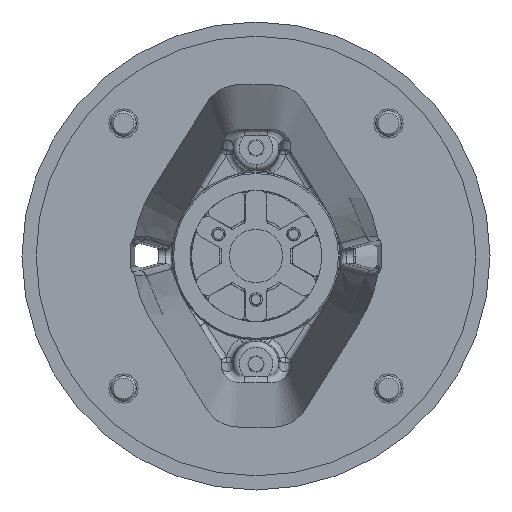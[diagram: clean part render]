
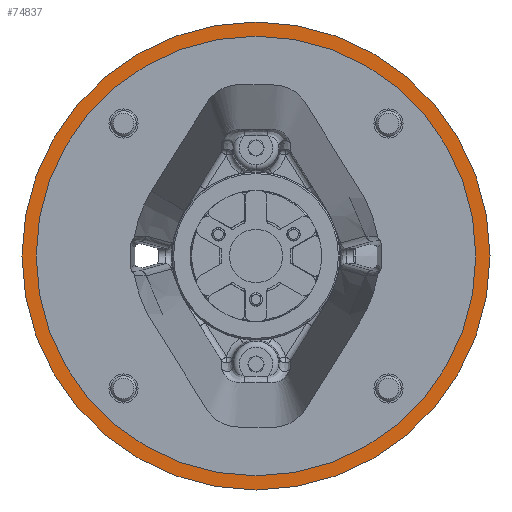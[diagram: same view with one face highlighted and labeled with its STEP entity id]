
A CAD part, left-side view. The second image highlights one B-rep face of the part: STEP entity #74837.
In plain terms, the highlighted planar face has unit normal (-1, 0, 0).
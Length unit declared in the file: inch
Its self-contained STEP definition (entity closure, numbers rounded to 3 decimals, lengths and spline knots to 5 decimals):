
#607 = DIRECTION ( 'NONE',  ( 0., 0., -1. ) ) ;
#1832 = EDGE_CURVE ( 'NONE', #125160, #139581, #84733, .T. ) ;
#4126 = DIRECTION ( 'NONE',  ( 1., 0., 0. ) ) ;
#7789 = CARTESIAN_POINT ( 'NONE',  ( -9.33094, -15.31338, -4.52654 ) ) ;
#8302 = ORIENTED_EDGE ( 'NONE', *, *, #60955, .F. ) ;
#11513 = ORIENTED_EDGE ( 'NONE', *, *, #129974, .F. ) ;
#13383 = DIRECTION ( 'NONE',  ( 1., 0., 0. ) ) ;
#17222 = AXIS2_PLACEMENT_3D ( 'NONE', #120613, #4126, #108368 ) ;
#21946 = CIRCLE ( 'NONE', #126657, 4.52654 ) ;
#24552 = CARTESIAN_POINT ( 'NONE',  ( -9.33094, -15.31338, 0. ) ) ;
#28720 = CARTESIAN_POINT ( 'NONE',  ( -9.33094, -15.31338, 0. ) ) ;
#28990 = ORIENTED_EDGE ( 'NONE', *, *, #1832, .T. ) ;
#34333 = FACE_OUTER_BOUND ( 'NONE', #51159, .T. ) ;
#44906 = AXIS2_PLACEMENT_3D ( 'NONE', #28720, #110063, #121765 ) ;
#47468 = DIRECTION ( 'NONE',  ( 1., 0., 0. ) ) ;
#48610 = CARTESIAN_POINT ( 'NONE',  ( -9.33094, -15.31338, 4.2525 ) ) ;
#51159 = EDGE_LOOP ( 'NONE', ( #8302, #11513 ) ) ;
#54474 = EDGE_LOOP ( 'NONE', ( #60513, #28990 ) ) ;
#58870 = AXIS2_PLACEMENT_3D ( 'NONE', #91237, #47468, #116623 ) ;
#60513 = ORIENTED_EDGE ( 'NONE', *, *, #114103, .T. ) ;
#60955 = EDGE_CURVE ( 'NONE', #75927, #89676, #94813, .T. ) ;
#74837 = ADVANCED_FACE ( 'NONE', ( #87087, #34333 ), #139527, .F. ) ;
#75927 = VERTEX_POINT ( 'NONE', #78074 ) ;
#78074 = CARTESIAN_POINT ( 'NONE',  ( -9.33094, -15.31338, 4.52654 ) ) ;
#81074 = CIRCLE ( 'NONE', #44906, 4.2525 ) ;
#84507 = CARTESIAN_POINT ( 'NONE',  ( -9.33094, -15.31338, -4.2525 ) ) ;
#84733 = CIRCLE ( 'NONE', #58870, 4.2525 ) ;
#87087 = FACE_BOUND ( 'NONE', #54474, .T. ) ;
#89676 = VERTEX_POINT ( 'NONE', #7789 ) ;
#91237 = CARTESIAN_POINT ( 'NONE',  ( -9.33094, -15.31338, 0. ) ) ;
#94813 = CIRCLE ( 'NONE', #125522, 4.52654 ) ;
#108368 = DIRECTION ( 'NONE',  ( 0., 0., -1. ) ) ;
#110063 = DIRECTION ( 'NONE',  ( 1., 0., 0. ) ) ;
#114103 = EDGE_CURVE ( 'NONE', #139581, #125160, #81074, .T. ) ;
#116623 = DIRECTION ( 'NONE',  ( 0., 0., -1. ) ) ;
#120613 = CARTESIAN_POINT ( 'NONE',  ( -9.33094, -11.06088, 0. ) ) ;
#121765 = DIRECTION ( 'NONE',  ( 0., 0., -1. ) ) ;
#125160 = VERTEX_POINT ( 'NONE', #48610 ) ;
#125522 = AXIS2_PLACEMENT_3D ( 'NONE', #141085, #13383, #140096 ) ;
#126657 = AXIS2_PLACEMENT_3D ( 'NONE', #24552, #127780, #607 ) ;
#127780 = DIRECTION ( 'NONE',  ( 1., 0., 0. ) ) ;
#129974 = EDGE_CURVE ( 'NONE', #89676, #75927, #21946, .T. ) ;
#139527 = PLANE ( 'NONE',  #17222 ) ;
#139581 = VERTEX_POINT ( 'NONE', #84507 ) ;
#140096 = DIRECTION ( 'NONE',  ( 0., 0., -1. ) ) ;
#141085 = CARTESIAN_POINT ( 'NONE',  ( -9.33094, -15.31338, 0. ) ) ;
